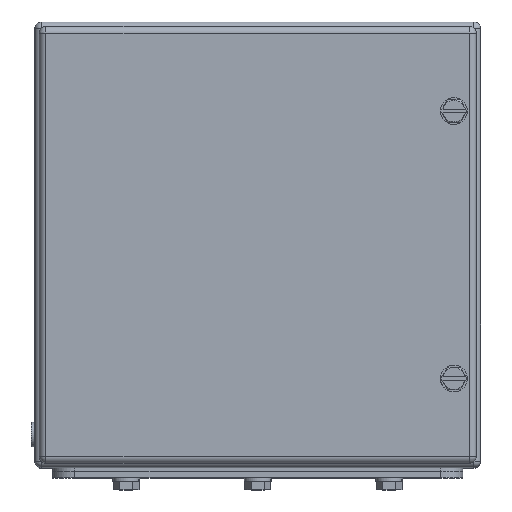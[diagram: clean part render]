
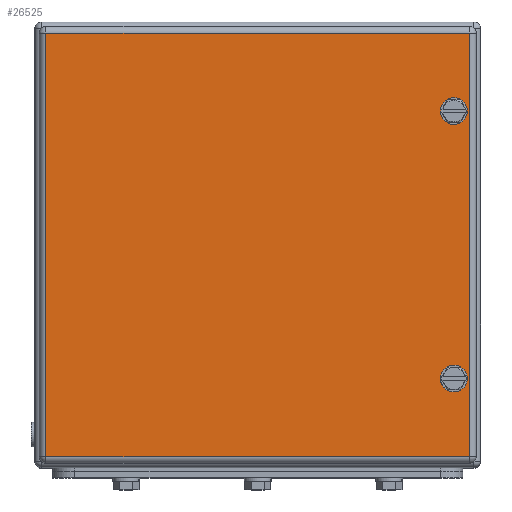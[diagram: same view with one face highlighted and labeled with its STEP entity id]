
A CAD part, top view. The second image highlights one B-rep face of the part: STEP entity #26525.
In plain terms, the highlighted planar face has unit normal (0, 0, 1).
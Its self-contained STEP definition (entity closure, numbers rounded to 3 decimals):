
#26467=AXIS2_PLACEMENT_3D('Plane Axis2P3D',#26464,#26465,#26466) ;
#26509=AXIS2_PLACEMENT_3D('Circle Axis2P3D',#26507,#26508,$) ;
#26518=AXIS2_PLACEMENT_3D('Circle Axis2P3D',#26516,#26517,$) ;
#26280=CARTESIAN_POINT('Vertex',(186.,49.75,151.5)) ;
#26284=CARTESIAN_POINT('Control Point',(186.,49.75,151.5)) ;
#26285=CARTESIAN_POINT('Control Point',(186.,49.2,151.5)) ;
#26286=CARTESIAN_POINT('Control Point',(186.108,48.65,151.5)) ;
#26287=CARTESIAN_POINT('Control Point',(186.324,48.129,151.5)) ;
#26288=CARTESIAN_POINT('Control Point',(186.949,47.199,151.5)) ;
#26289=CARTESIAN_POINT('Control Point',(187.879,46.574,151.5)) ;
#26290=CARTESIAN_POINT('Control Point',(188.4,46.358,151.5)) ;
#26291=CARTESIAN_POINT('Control Point',(189.5,46.142,151.5)) ;
#26292=CARTESIAN_POINT('Control Point',(190.6,46.358,151.5)) ;
#26293=CARTESIAN_POINT('Control Point',(191.121,46.574,151.5)) ;
#26294=CARTESIAN_POINT('Control Point',(192.051,47.199,151.5)) ;
#26295=CARTESIAN_POINT('Control Point',(192.676,48.129,151.5)) ;
#26296=CARTESIAN_POINT('Control Point',(192.892,48.65,151.5)) ;
#26297=CARTESIAN_POINT('Control Point',(193.,49.2,151.5)) ;
#26298=CARTESIAN_POINT('Control Point',(193.,49.75,151.5)) ;
#26299=CARTESIAN_POINT('Vertex',(193.,49.75,151.5)) ;
#26441=CARTESIAN_POINT('Control Point',(193.,49.75,151.5)) ;
#26442=CARTESIAN_POINT('Control Point',(193.,50.3,151.5)) ;
#26443=CARTESIAN_POINT('Control Point',(192.892,50.85,151.5)) ;
#26444=CARTESIAN_POINT('Control Point',(192.676,51.371,151.5)) ;
#26445=CARTESIAN_POINT('Control Point',(192.051,52.301,151.5)) ;
#26446=CARTESIAN_POINT('Control Point',(191.121,52.926,151.5)) ;
#26447=CARTESIAN_POINT('Control Point',(190.6,53.142,151.5)) ;
#26448=CARTESIAN_POINT('Control Point',(189.5,53.358,151.5)) ;
#26449=CARTESIAN_POINT('Control Point',(188.4,53.142,151.5)) ;
#26450=CARTESIAN_POINT('Control Point',(187.879,52.926,151.5)) ;
#26451=CARTESIAN_POINT('Control Point',(186.949,52.301,151.5)) ;
#26452=CARTESIAN_POINT('Control Point',(186.324,51.371,151.5)) ;
#26453=CARTESIAN_POINT('Control Point',(186.108,50.85,151.5)) ;
#26454=CARTESIAN_POINT('Control Point',(186.,50.3,151.5)) ;
#26455=CARTESIAN_POINT('Control Point',(186.,49.75,151.5)) ;
#26464=CARTESIAN_POINT('Axis2P3D Location',(101.5,109.75,151.5)) ;
#26469=CARTESIAN_POINT('Line Origine',(196.5,109.75,151.5)) ;
#26473=CARTESIAN_POINT('Vertex',(196.5,14.75,151.5)) ;
#26475=CARTESIAN_POINT('Vertex',(196.5,204.75,151.5)) ;
#26478=CARTESIAN_POINT('Line Origine',(101.5,204.75,151.5)) ;
#26482=CARTESIAN_POINT('Vertex',(6.5,204.75,151.5)) ;
#26485=CARTESIAN_POINT('Line Origine',(6.5,109.75,151.5)) ;
#26489=CARTESIAN_POINT('Vertex',(6.5,14.75,151.5)) ;
#26492=CARTESIAN_POINT('Line Origine',(101.5,14.75,151.5)) ;
#26507=CARTESIAN_POINT('Axis2P3D Location',(189.5,169.75,151.5)) ;
#26511=CARTESIAN_POINT('Vertex',(193.,169.75,151.5)) ;
#26513=CARTESIAN_POINT('Vertex',(186.,169.75,151.5)) ;
#26516=CARTESIAN_POINT('Axis2P3D Location',(189.5,169.75,151.5)) ;
#26465=DIRECTION('Axis2P3D Direction',(0.,0.,1.)) ;
#26466=DIRECTION('Axis2P3D XDirection',(1.,0.,0.)) ;
#26470=DIRECTION('Vector Direction',(0.,1.,0.)) ;
#26479=DIRECTION('Vector Direction',(-1.,0.,0.)) ;
#26486=DIRECTION('Vector Direction',(0.,-1.,0.)) ;
#26493=DIRECTION('Vector Direction',(1.,0.,0.)) ;
#26508=DIRECTION('Axis2P3D Direction',(0.,0.,1.)) ;
#26517=DIRECTION('Axis2P3D Direction',(0.,0.,1.)) ;
#26471=VECTOR('Line Direction',#26470,1.) ;
#26480=VECTOR('Line Direction',#26479,1.) ;
#26487=VECTOR('Line Direction',#26486,1.) ;
#26494=VECTOR('Line Direction',#26493,1.) ;
#26498=ORIENTED_EDGE('',*,*,#26477,.T.) ;
#26499=ORIENTED_EDGE('',*,*,#26484,.T.) ;
#26500=ORIENTED_EDGE('',*,*,#26491,.T.) ;
#26501=ORIENTED_EDGE('',*,*,#26496,.T.) ;
#26504=ORIENTED_EDGE('',*,*,#26456,.F.) ;
#26505=ORIENTED_EDGE('',*,*,#26301,.F.) ;
#26522=ORIENTED_EDGE('',*,*,#26515,.F.) ;
#26523=ORIENTED_EDGE('',*,*,#26520,.F.) ;
#26506=FACE_BOUND('',#26503,.T.) ;
#26524=FACE_BOUND('',#26521,.T.) ;
#26525=ADVANCED_FACE('Cover',(#26502,#26506,#26524),#26468,.T.) ;
#26283=B_SPLINE_CURVE_WITH_KNOTS('',5,(#26284,#26285,#26286,#26287,#26288,#26289,#26290,#26291,#26292,#26293,#26294,#26295,#26296,#26297,#26298),.UNSPECIFIED.,.F.,.U.,(6,3,3,3,6),(-5.498,-2.749,0.,2.749,5.498),.UNSPECIFIED.) ;
#26440=B_SPLINE_CURVE_WITH_KNOTS('',5,(#26441,#26442,#26443,#26444,#26445,#26446,#26447,#26448,#26449,#26450,#26451,#26452,#26453,#26454,#26455),.UNSPECIFIED.,.F.,.U.,(6,3,3,3,6),(-5.498,-2.749,0.,2.749,5.498),.UNSPECIFIED.) ;
#26510=CIRCLE('generated circle',#26509,3.5) ;
#26519=CIRCLE('generated circle',#26518,3.5) ;
#26301=EDGE_CURVE('',#26281,#26300,#26283,.T.) ;
#26456=EDGE_CURVE('',#26300,#26281,#26440,.T.) ;
#26477=EDGE_CURVE('',#26474,#26476,#26472,.T.) ;
#26484=EDGE_CURVE('',#26476,#26483,#26481,.T.) ;
#26491=EDGE_CURVE('',#26483,#26490,#26488,.T.) ;
#26496=EDGE_CURVE('',#26490,#26474,#26495,.T.) ;
#26515=EDGE_CURVE('',#26512,#26514,#26510,.T.) ;
#26520=EDGE_CURVE('',#26514,#26512,#26519,.T.) ;
#26497=EDGE_LOOP('',(#26498,#26499,#26500,#26501)) ;
#26503=EDGE_LOOP('',(#26504,#26505)) ;
#26521=EDGE_LOOP('',(#26522,#26523)) ;
#26502=FACE_OUTER_BOUND('',#26497,.T.) ;
#26472=LINE('Line',#26469,#26471) ;
#26481=LINE('Line',#26478,#26480) ;
#26488=LINE('Line',#26485,#26487) ;
#26495=LINE('Line',#26492,#26494) ;
#26468=PLANE('',#26467) ;
#26281=VERTEX_POINT('',#26280) ;
#26300=VERTEX_POINT('',#26299) ;
#26474=VERTEX_POINT('',#26473) ;
#26476=VERTEX_POINT('',#26475) ;
#26483=VERTEX_POINT('',#26482) ;
#26490=VERTEX_POINT('',#26489) ;
#26512=VERTEX_POINT('',#26511) ;
#26514=VERTEX_POINT('',#26513) ;
